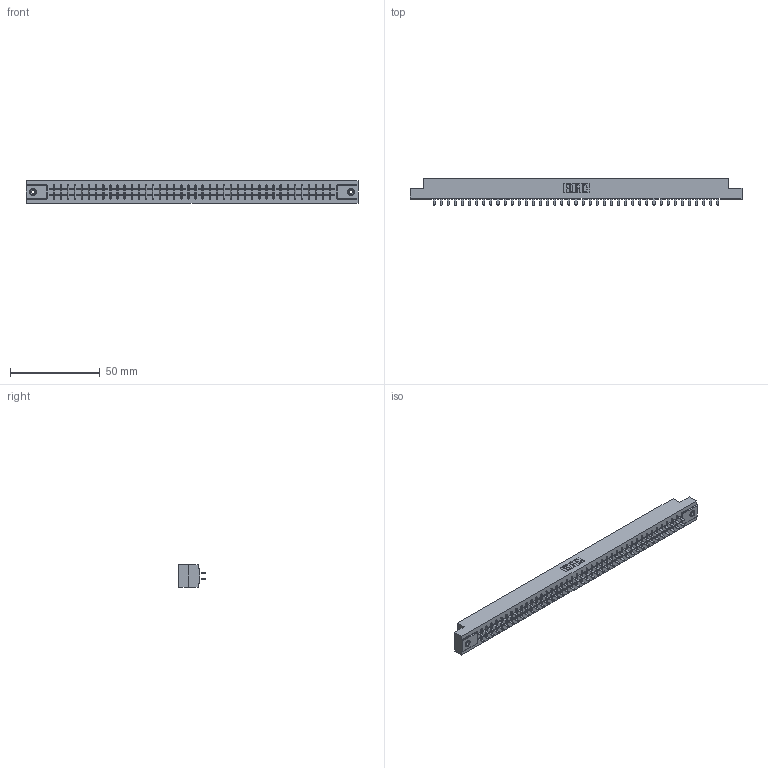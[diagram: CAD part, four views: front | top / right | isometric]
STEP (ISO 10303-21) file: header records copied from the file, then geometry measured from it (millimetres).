
FILE_DESCRIPTION (( 'STEP AP203' ), '1' );
FILE_NAME ('305-082-521-208.STEP', '2019-09-10T10:59:04', ( '' ), ( '' ), 'SwSTEP 2.0', 'SolidWorks 2016', '' );
FILE_SCHEMA (( 'CONFIG_CONTROL_DESIGN' ));
Length unit declared in the file: inch
Products named in the file (4): 305-290-001_521; 345-250-001_345-250-003-102; 305 Part_.156 Dia; 305-082-521-208
Assembly tree (85 placements, depth 2):
  305-082-521-208
    305 Part_.156 Dia
    305-290-001_521  x82
    345-250-001_345-250-003-102  x2
Bounding box: 185.47 x 14.86 x 12.7 mm (x, y, z)
Volume: 19253.9 mm3; surface area: 24117.8 mm2
Topology: 85 solids, 85 shells, 3948 faces, 11235 edges, 7262 vertices
Faces by surface type: plane 2314, cylinder 1454, sphere 164, cone 12, torus 4
Entity records: 45579 total; most frequent: CARTESIAN_POINT 7524, ORIENTED_EDGE 7462, DIRECTION 7289, EDGE_CURVE 3731, LINE 3015, VECTOR 3015, VERTEX_POINT 2372, AXIS2_PLACEMENT_3D 2137
